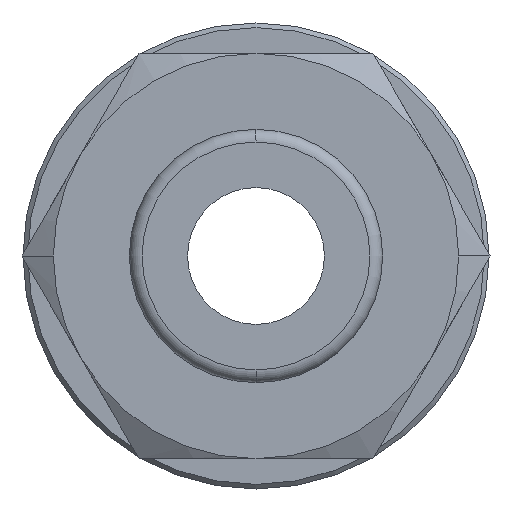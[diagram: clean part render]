
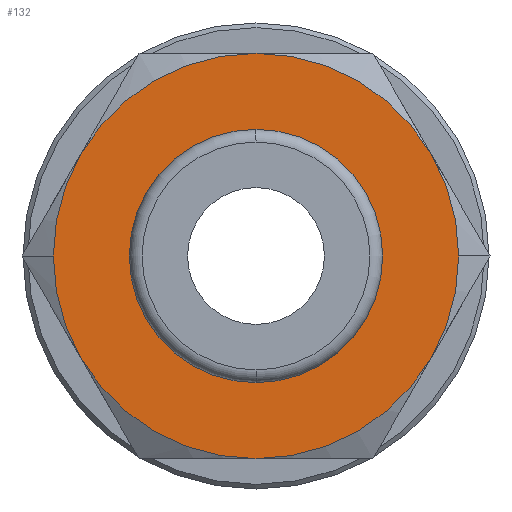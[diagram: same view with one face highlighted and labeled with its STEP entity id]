
A CAD part, front view. The second image highlights one B-rep face of the part: STEP entity #132.
In plain terms, the highlighted planar face has unit normal (0, -1, 0).
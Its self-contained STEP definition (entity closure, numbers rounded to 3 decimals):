
#132=ADVANCED_FACE('',(#299,#300),#301,.T.);
#299=FACE_OUTER_BOUND('',#506,.T.);
#300=FACE_BOUND('',#507,.T.);
#301=PLANE('',#508);
#506=EDGE_LOOP('',(#819,#820,#821,#822,#823,#824,#825,#826));
#507=EDGE_LOOP('',(#827,#828));
#508=AXIS2_PLACEMENT_3D('',#829,#830,#831);
#819=ORIENTED_EDGE('',*,*,#1273,.F.);
#820=ORIENTED_EDGE('',*,*,#1274,.F.);
#821=ORIENTED_EDGE('',*,*,#1275,.F.);
#822=ORIENTED_EDGE('',*,*,#1276,.F.);
#823=ORIENTED_EDGE('',*,*,#1215,.F.);
#824=ORIENTED_EDGE('',*,*,#1277,.F.);
#825=ORIENTED_EDGE('',*,*,#1278,.F.);
#826=ORIENTED_EDGE('',*,*,#1210,.F.);
#827=ORIENTED_EDGE('',*,*,#1176,.F.);
#828=ORIENTED_EDGE('',*,*,#1279,.F.);
#829=CARTESIAN_POINT('',(2.0,10.0,0.0));
#830=DIRECTION('',(-0.0,-1.0,-0.0));
#831=DIRECTION('',(-1.0,0.0,0.0));
#1176=EDGE_CURVE('',#1380,#1376,#1382,.T.);
#1210=EDGE_CURVE('',#1434,#1437,#1438,.T.);
#1215=EDGE_CURVE('',#1444,#1442,#1446,.T.);
#1273=EDGE_CURVE('',#1541,#1434,#1542,.T.);
#1274=EDGE_CURVE('',#1543,#1541,#1544,.T.);
#1275=EDGE_CURVE('',#1545,#1543,#1546,.T.);
#1276=EDGE_CURVE('',#1442,#1545,#1547,.T.);
#1277=EDGE_CURVE('',#1548,#1444,#1549,.T.);
#1278=EDGE_CURVE('',#1437,#1548,#1550,.T.);
#1279=EDGE_CURVE('',#1376,#1380,#1551,.T.);
#1376=VERTEX_POINT('',#1660);
#1380=VERTEX_POINT('',#1665);
#1382=CIRCLE('',#1668,2.5);
#1434=VERTEX_POINT('',#1752);
#1437=VERTEX_POINT('',#1756);
#1438=CIRCLE('',#1757,4.0);
#1442=VERTEX_POINT('',#1772);
#1444=VERTEX_POINT('',#1775);
#1446=CIRCLE('',#1788,4.0);
#1541=VERTEX_POINT('',#1903);
#1542=CIRCLE('',#1904,4.0);
#1543=VERTEX_POINT('',#1905);
#1544=CIRCLE('',#1906,4.0);
#1545=VERTEX_POINT('',#1907);
#1546=CIRCLE('',#1908,4.0);
#1547=CIRCLE('',#1909,4.0);
#1548=VERTEX_POINT('',#1910);
#1549=CIRCLE('',#1911,4.0);
#1550=CIRCLE('',#1912,4.0);
#1551=CIRCLE('',#1913,2.5);
#1660=CARTESIAN_POINT('',(2.5,10.0,0.));
#1665=CARTESIAN_POINT('',(-2.5,10.0,0.));
#1668=AXIS2_PLACEMENT_3D('',#2251,#2252,#2253);
#1752=CARTESIAN_POINT('',(4.0,10.0,0.));
#1756=CARTESIAN_POINT('',(3.464,10.0,-2.0));
#1757=AXIS2_PLACEMENT_3D('',#2301,#2302,#2303);
#1772=CARTESIAN_POINT('',(-4.0,10.0,0.));
#1775=CARTESIAN_POINT('',(-3.464,10.0,-2.0));
#1788=AXIS2_PLACEMENT_3D('',#2305,#2306,#2307);
#1903=CARTESIAN_POINT('',(3.464,10.0,2.0));
#1904=AXIS2_PLACEMENT_3D('',#2400,#2401,#2402);
#1905=CARTESIAN_POINT('',(0.,10.0,4.0));
#1906=AXIS2_PLACEMENT_3D('',#2403,#2404,#2405);
#1907=CARTESIAN_POINT('',(-3.464,10.0,2.0));
#1908=AXIS2_PLACEMENT_3D('',#2406,#2407,#2408);
#1909=AXIS2_PLACEMENT_3D('',#2409,#2410,#2411);
#1910=CARTESIAN_POINT('',(0.0,10.0,-4.0));
#1911=AXIS2_PLACEMENT_3D('',#2412,#2413,#2414);
#1912=AXIS2_PLACEMENT_3D('',#2415,#2416,#2417);
#1913=AXIS2_PLACEMENT_3D('',#2418,#2419,#2420);
#2251=CARTESIAN_POINT('',(0.0,10.0,0.0));
#2252=DIRECTION('',(0.0,-1.0,0.0));
#2253=DIRECTION('',(1.0,0.0,0.0));
#2301=CARTESIAN_POINT('',(0.0,10.0,0.0));
#2302=DIRECTION('',(-0.0,1.0,0.0));
#2303=DIRECTION('',(1.0,0.0,0.0));
#2305=CARTESIAN_POINT('',(0.0,10.0,0.0));
#2306=DIRECTION('',(-0.0,1.0,0.0));
#2307=DIRECTION('',(1.0,0.0,0.0));
#2400=CARTESIAN_POINT('',(0.0,10.0,0.0));
#2401=DIRECTION('',(-0.0,1.0,0.0));
#2402=DIRECTION('',(1.0,0.0,0.0));
#2403=CARTESIAN_POINT('',(0.0,10.0,0.0));
#2404=DIRECTION('',(-0.0,1.0,0.0));
#2405=DIRECTION('',(1.0,0.0,0.0));
#2406=CARTESIAN_POINT('',(0.0,10.0,0.0));
#2407=DIRECTION('',(-0.0,1.0,0.0));
#2408=DIRECTION('',(1.0,0.0,0.0));
#2409=CARTESIAN_POINT('',(0.0,10.0,0.0));
#2410=DIRECTION('',(-0.0,1.0,0.0));
#2411=DIRECTION('',(1.0,0.0,0.0));
#2412=CARTESIAN_POINT('',(0.0,10.0,0.0));
#2413=DIRECTION('',(-0.0,1.0,0.0));
#2414=DIRECTION('',(1.0,0.0,0.0));
#2415=CARTESIAN_POINT('',(0.0,10.0,0.0));
#2416=DIRECTION('',(-0.0,1.0,0.0));
#2417=DIRECTION('',(1.0,0.0,0.0));
#2418=CARTESIAN_POINT('',(0.0,10.0,0.0));
#2419=DIRECTION('',(0.0,-1.0,0.0));
#2420=DIRECTION('',(1.0,0.0,0.0));
